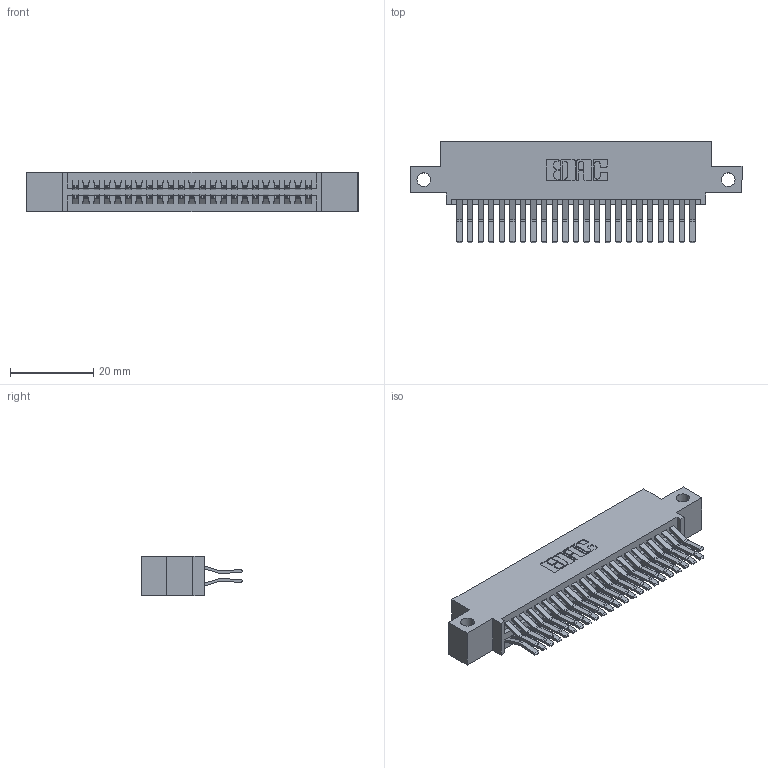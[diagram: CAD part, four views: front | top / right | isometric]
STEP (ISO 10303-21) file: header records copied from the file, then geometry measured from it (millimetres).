
FILE_DESCRIPTION (( 'STEP AP203' ), '1' );
FILE_NAME ('345-046-560-512.STEP', '2018-09-10T07:07:13', ( '' ), ( '' ), 'SwSTEP 2.0', 'SolidWorks 2016', '' );
FILE_SCHEMA (( 'CONFIG_CONTROL_DESIGN' ));
Length unit declared in the file: inch
Products named in the file (3): 345 Part_0.110 Offset - Side Mount; 345-292-001_560 Tail; 345-046-560-512
Assembly tree (47 placements, depth 2):
  345-046-560-512
    345 Part_0.110 Offset - Side Mount
    345-292-001_560 Tail  x46
Bounding box: 79.63 x 24.45 x 9.4 mm (x, y, z)
Volume: 716.2 mm3; surface area: 11746.1 mm2
Topology: 46 solids, 47 shells, 2522 faces, 7483 edges, 4926 vertices
Faces by surface type: plane 1602, cylinder 920
Entity records: 20827 total; most frequent: CARTESIAN_POINT 3512, ORIENTED_EDGE 3446, DIRECTION 3123, EDGE_CURVE 1723, VECTOR 1495, LINE 1495, VERTEX_POINT 1146, AXIS2_PLACEMENT_3D 814
